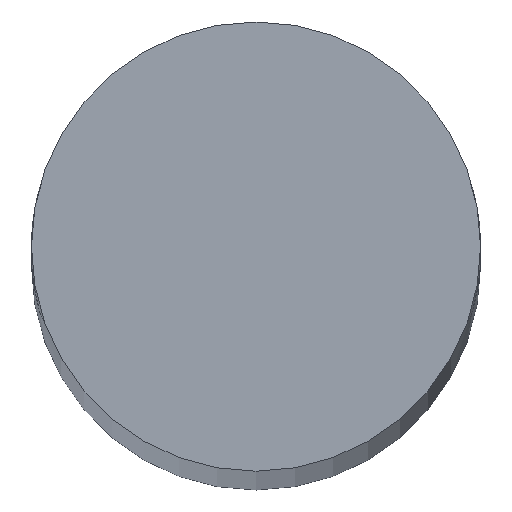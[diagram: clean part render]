
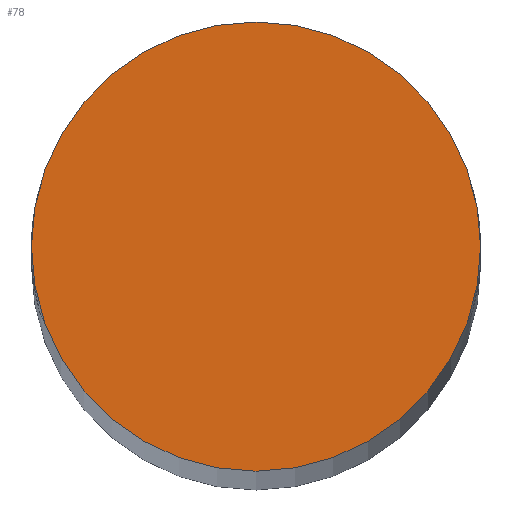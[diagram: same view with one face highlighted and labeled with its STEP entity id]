
A CAD part, top view. The second image highlights one B-rep face of the part: STEP entity #78.
In plain terms, the highlighted planar face has unit normal (0, 0, 1).
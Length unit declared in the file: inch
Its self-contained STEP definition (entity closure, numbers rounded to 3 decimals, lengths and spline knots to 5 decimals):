
#16=PLANE('',#93);
#18=CIRCLE('',#90,0.5);
#30=FACE_OUTER_BOUND('',#42,.T.);
#42=EDGE_LOOP('',(#70));
#51=VERTEX_POINT('',#220);
#57=EDGE_CURVE('',#51,#51,#18,.T.);
#70=ORIENTED_EDGE('',*,*,#57,.F.);
#78=ADVANCED_FACE('',(#30),#16,.T.);
#90=AXIS2_PLACEMENT_3D('',#221,#102,#103);
#93=AXIS2_PLACEMENT_3D('',#259,#108,#109);
#102=DIRECTION('center_axis',(0.,0.,-1.));
#103=DIRECTION('ref_axis',(1.,0.,0.));
#108=DIRECTION('center_axis',(0.,0.,1.));
#109=DIRECTION('ref_axis',(1.,0.,0.));
#220=CARTESIAN_POINT('',(-0.5,0.,45.));
#221=CARTESIAN_POINT('Origin',(0.,0.,45.));
#259=CARTESIAN_POINT('Origin',(-0.85377,0.,45.));
